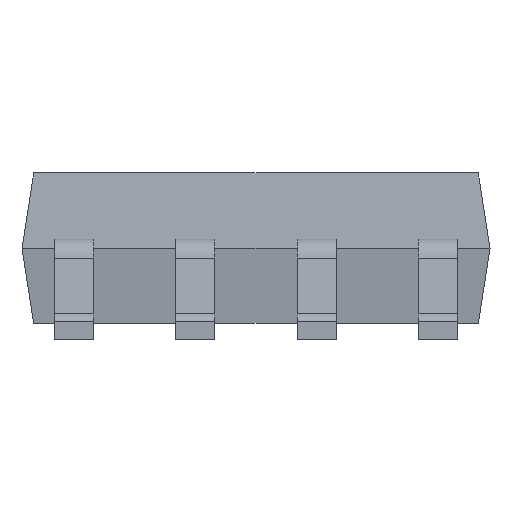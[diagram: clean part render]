
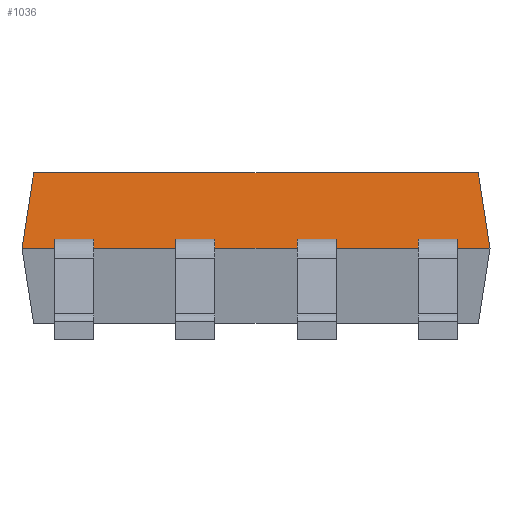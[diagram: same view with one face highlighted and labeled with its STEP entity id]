
A CAD part, left-side view. The second image highlights one B-rep face of the part: STEP entity #1036.
In plain terms, the highlighted free-form (B-spline) face has degree [1, 1] with [2, 2] control points.
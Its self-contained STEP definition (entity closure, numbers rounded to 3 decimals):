
#24 = VERTEX_POINT('',#25);
#25 = CARTESIAN_POINT('',(-1.85,-2.33,1.75));
#31 = EDGE_CURVE('',#24,#32,#34,.T.);
#32 = VERTEX_POINT('',#33);
#33 = CARTESIAN_POINT('',(-1.85,2.33,1.75));
#34 = LINE('',#35,#36);
#35 = CARTESIAN_POINT('',(-1.85,-2.33,1.75));
#36 = VECTOR('',#37,1.);
#37 = DIRECTION('',(0.,1.,0.));
#841 = EDGE_CURVE('',#24,#842,#844,.T.);
#842 = VERTEX_POINT('',#843);
#843 = CARTESIAN_POINT('',(-1.948,-2.453,0.963));
#844 = B_SPLINE_CURVE_WITH_KNOTS('',1,(#845,#846),.UNSPECIFIED.,.F.,.F.,
  (2,2),(0.,1.),.PIECEWISE_BEZIER_KNOTS.);
#845 = CARTESIAN_POINT('',(-1.85,-2.33,1.75));
#846 = CARTESIAN_POINT('',(-1.948,-2.453,0.963));
#1036 = ADVANCED_FACE('',(#1037),#1202,.T.);
#1037 = FACE_BOUND('',#1038,.T.);
#1038 = EDGE_LOOP('',(#1039,#1040,#1041,#1048,#1056,#1068,#1075,#1087,
    #1095,#1105,#1112,#1122,#1130,#1140,#1147,#1157,#1165,#1177,#1184,
    #1196));
#1039 = ORIENTED_EDGE('',*,*,#841,.F.);
#1040 = ORIENTED_EDGE('',*,*,#31,.T.);
#1041 = ORIENTED_EDGE('',*,*,#1042,.T.);
#1042 = EDGE_CURVE('',#32,#1043,#1045,.T.);
#1043 = VERTEX_POINT('',#1044);
#1044 = CARTESIAN_POINT('',(-1.948,2.453,0.963));
#1045 = B_SPLINE_CURVE_WITH_KNOTS('',1,(#1046,#1047),.UNSPECIFIED.,.F.,
  .F.,(2,2),(0.,1.),.PIECEWISE_BEZIER_KNOTS.);
#1046 = CARTESIAN_POINT('',(-1.85,2.33,1.75));
#1047 = CARTESIAN_POINT('',(-1.948,2.453,0.963));
#1048 = ORIENTED_EDGE('',*,*,#1049,.F.);
#1049 = EDGE_CURVE('',#1050,#1043,#1052,.T.);
#1050 = VERTEX_POINT('',#1051);
#1051 = CARTESIAN_POINT('',(-1.948,2.11,0.963));
#1052 = LINE('',#1053,#1054);
#1053 = CARTESIAN_POINT('',(-1.948,-2.453,0.963));
#1054 = VECTOR('',#1055,1.);
#1055 = DIRECTION('',(0.,1.,0.));
#1056 = ORIENTED_EDGE('',*,*,#1057,.F.);
#1057 = EDGE_CURVE('',#1058,#1050,#1060,.T.);
#1058 = VERTEX_POINT('',#1059);
#1059 = CARTESIAN_POINT('',(-1.936,2.11,1.058));
#1060 = B_SPLINE_CURVE_WITH_KNOTS('',6,(#1061,#1062,#1063,#1064,#1065,
    #1066,#1067),.UNSPECIFIED.,.F.,.F.,(7,7),(0.,1.),
  .PIECEWISE_BEZIER_KNOTS.);
#1061 = CARTESIAN_POINT('',(-1.936,2.11,1.058));
#1062 = CARTESIAN_POINT('',(-1.938,2.11,1.041));
#1063 = CARTESIAN_POINT('',(-1.939,2.11,1.028));
#1064 = CARTESIAN_POINT('',(-1.942,2.11,1.011));
#1065 = CARTESIAN_POINT('',(-1.944,2.11,0.989));
#1066 = CARTESIAN_POINT('',(-1.947,2.11,0.968));
#1067 = CARTESIAN_POINT('',(-1.948,2.11,0.963));
#1068 = ORIENTED_EDGE('',*,*,#1069,.T.);
#1069 = EDGE_CURVE('',#1058,#1070,#1072,.T.);
#1070 = VERTEX_POINT('',#1071);
#1071 = CARTESIAN_POINT('',(-1.936,1.7,1.058));
#1072 = B_SPLINE_CURVE_WITH_KNOTS('',1,(#1073,#1074),.UNSPECIFIED.,.F.,
  .F.,(2,2),(0.,1.),.PIECEWISE_BEZIER_KNOTS.);
#1073 = CARTESIAN_POINT('',(-1.936,2.11,1.058));
#1074 = CARTESIAN_POINT('',(-1.936,1.7,1.058));
#1075 = ORIENTED_EDGE('',*,*,#1076,.T.);
#1076 = EDGE_CURVE('',#1070,#1077,#1079,.T.);
#1077 = VERTEX_POINT('',#1078);
#1078 = CARTESIAN_POINT('',(-1.948,1.7,0.963));
#1079 = B_SPLINE_CURVE_WITH_KNOTS('',6,(#1080,#1081,#1082,#1083,#1084,
    #1085,#1086),.UNSPECIFIED.,.F.,.F.,(7,7),(0.,1.),
  .PIECEWISE_BEZIER_KNOTS.);
#1080 = CARTESIAN_POINT('',(-1.936,1.7,1.058));
#1081 = CARTESIAN_POINT('',(-1.938,1.7,1.039));
#1082 = CARTESIAN_POINT('',(-1.94,1.7,1.026));
#1083 = CARTESIAN_POINT('',(-1.942,1.7,1.009));
#1084 = CARTESIAN_POINT('',(-1.944,1.7,0.988));
#1085 = CARTESIAN_POINT('',(-1.947,1.7,0.967));
#1086 = CARTESIAN_POINT('',(-1.948,1.7,0.963));
#1087 = ORIENTED_EDGE('',*,*,#1088,.F.);
#1088 = EDGE_CURVE('',#1089,#1077,#1091,.T.);
#1089 = VERTEX_POINT('',#1090);
#1090 = CARTESIAN_POINT('',(-1.948,0.84,0.963));
#1091 = LINE('',#1092,#1093);
#1092 = CARTESIAN_POINT('',(-1.948,-2.453,0.963));
#1093 = VECTOR('',#1094,1.);
#1094 = DIRECTION('',(0.,1.,0.));
#1095 = ORIENTED_EDGE('',*,*,#1096,.F.);
#1096 = EDGE_CURVE('',#1097,#1089,#1099,.T.);
#1097 = VERTEX_POINT('',#1098);
#1098 = CARTESIAN_POINT('',(-1.936,0.84,1.058));
#1099 = B_SPLINE_CURVE_WITH_KNOTS('',4,(#1100,#1101,#1102,#1103,#1104),
  .UNSPECIFIED.,.F.,.F.,(5,5),(0.,1.),.PIECEWISE_BEZIER_KNOTS.);
#1100 = CARTESIAN_POINT('',(-1.936,0.84,1.058));
#1101 = CARTESIAN_POINT('',(-1.939,0.84,1.034));
#1102 = CARTESIAN_POINT('',(-1.942,0.84,1.01));
#1103 = CARTESIAN_POINT('',(-1.945,0.84,0.986));
#1104 = CARTESIAN_POINT('',(-1.948,0.84,0.963));
#1105 = ORIENTED_EDGE('',*,*,#1106,.T.);
#1106 = EDGE_CURVE('',#1097,#1107,#1109,.T.);
#1107 = VERTEX_POINT('',#1108);
#1108 = CARTESIAN_POINT('',(-1.936,0.43,1.058));
#1109 = B_SPLINE_CURVE_WITH_KNOTS('',1,(#1110,#1111),.UNSPECIFIED.,.F.,
  .F.,(2,2),(0.,1.),.PIECEWISE_BEZIER_KNOTS.);
#1110 = CARTESIAN_POINT('',(-1.936,0.84,1.058));
#1111 = CARTESIAN_POINT('',(-1.936,0.43,1.058));
#1112 = ORIENTED_EDGE('',*,*,#1113,.T.);
#1113 = EDGE_CURVE('',#1107,#1114,#1116,.T.);
#1114 = VERTEX_POINT('',#1115);
#1115 = CARTESIAN_POINT('',(-1.948,0.43,0.963));
#1116 = B_SPLINE_CURVE_WITH_KNOTS('',4,(#1117,#1118,#1119,#1120,#1121),
  .UNSPECIFIED.,.F.,.F.,(5,5),(0.,1.),.PIECEWISE_BEZIER_KNOTS.);
#1117 = CARTESIAN_POINT('',(-1.936,0.43,1.058));
#1118 = CARTESIAN_POINT('',(-1.939,0.43,1.034));
#1119 = CARTESIAN_POINT('',(-1.942,0.43,1.01));
#1120 = CARTESIAN_POINT('',(-1.945,0.43,0.986));
#1121 = CARTESIAN_POINT('',(-1.948,0.43,0.963));
#1122 = ORIENTED_EDGE('',*,*,#1123,.F.);
#1123 = EDGE_CURVE('',#1124,#1114,#1126,.T.);
#1124 = VERTEX_POINT('',#1125);
#1125 = CARTESIAN_POINT('',(-1.948,-0.43,0.963));
#1126 = LINE('',#1127,#1128);
#1127 = CARTESIAN_POINT('',(-1.948,-2.453,0.963));
#1128 = VECTOR('',#1129,1.);
#1129 = DIRECTION('',(0.,1.,0.));
#1130 = ORIENTED_EDGE('',*,*,#1131,.F.);
#1131 = EDGE_CURVE('',#1132,#1124,#1134,.T.);
#1132 = VERTEX_POINT('',#1133);
#1133 = CARTESIAN_POINT('',(-1.936,-0.43,1.058));
#1134 = B_SPLINE_CURVE_WITH_KNOTS('',4,(#1135,#1136,#1137,#1138,#1139),
  .UNSPECIFIED.,.F.,.F.,(5,5),(0.,1.),.PIECEWISE_BEZIER_KNOTS.);
#1135 = CARTESIAN_POINT('',(-1.936,-0.43,1.058));
#1136 = CARTESIAN_POINT('',(-1.939,-0.43,1.034));
#1137 = CARTESIAN_POINT('',(-1.942,-0.43,1.01));
#1138 = CARTESIAN_POINT('',(-1.945,-0.43,0.986));
#1139 = CARTESIAN_POINT('',(-1.948,-0.43,0.963));
#1140 = ORIENTED_EDGE('',*,*,#1141,.T.);
#1141 = EDGE_CURVE('',#1132,#1142,#1144,.T.);
#1142 = VERTEX_POINT('',#1143);
#1143 = CARTESIAN_POINT('',(-1.936,-0.84,1.058));
#1144 = B_SPLINE_CURVE_WITH_KNOTS('',1,(#1145,#1146),.UNSPECIFIED.,.F.,
  .F.,(2,2),(0.,1.),.PIECEWISE_BEZIER_KNOTS.);
#1145 = CARTESIAN_POINT('',(-1.936,-0.43,1.058));
#1146 = CARTESIAN_POINT('',(-1.936,-0.84,1.058));
#1147 = ORIENTED_EDGE('',*,*,#1148,.T.);
#1148 = EDGE_CURVE('',#1142,#1149,#1151,.T.);
#1149 = VERTEX_POINT('',#1150);
#1150 = CARTESIAN_POINT('',(-1.948,-0.84,0.963));
#1151 = B_SPLINE_CURVE_WITH_KNOTS('',4,(#1152,#1153,#1154,#1155,#1156),
  .UNSPECIFIED.,.F.,.F.,(5,5),(0.,1.),.PIECEWISE_BEZIER_KNOTS.);
#1152 = CARTESIAN_POINT('',(-1.936,-0.84,1.058));
#1153 = CARTESIAN_POINT('',(-1.939,-0.84,1.034));
#1154 = CARTESIAN_POINT('',(-1.942,-0.84,1.01));
#1155 = CARTESIAN_POINT('',(-1.945,-0.84,0.986));
#1156 = CARTESIAN_POINT('',(-1.948,-0.84,0.963));
#1157 = ORIENTED_EDGE('',*,*,#1158,.F.);
#1158 = EDGE_CURVE('',#1159,#1149,#1161,.T.);
#1159 = VERTEX_POINT('',#1160);
#1160 = CARTESIAN_POINT('',(-1.948,-1.7,0.963));
#1161 = LINE('',#1162,#1163);
#1162 = CARTESIAN_POINT('',(-1.948,-2.453,0.963));
#1163 = VECTOR('',#1164,1.);
#1164 = DIRECTION('',(0.,1.,0.));
#1165 = ORIENTED_EDGE('',*,*,#1166,.F.);
#1166 = EDGE_CURVE('',#1167,#1159,#1169,.T.);
#1167 = VERTEX_POINT('',#1168);
#1168 = CARTESIAN_POINT('',(-1.936,-1.7,1.058));
#1169 = B_SPLINE_CURVE_WITH_KNOTS('',6,(#1170,#1171,#1172,#1173,#1174,
    #1175,#1176),.UNSPECIFIED.,.F.,.F.,(7,7),(0.,1.),
  .PIECEWISE_BEZIER_KNOTS.);
#1170 = CARTESIAN_POINT('',(-1.936,-1.7,1.058));
#1171 = CARTESIAN_POINT('',(-1.938,-1.7,1.039));
#1172 = CARTESIAN_POINT('',(-1.94,-1.7,1.026));
#1173 = CARTESIAN_POINT('',(-1.942,-1.7,1.009));
#1174 = CARTESIAN_POINT('',(-1.944,-1.7,0.988));
#1175 = CARTESIAN_POINT('',(-1.947,-1.7,0.967));
#1176 = CARTESIAN_POINT('',(-1.948,-1.7,0.963));
#1177 = ORIENTED_EDGE('',*,*,#1178,.T.);
#1178 = EDGE_CURVE('',#1167,#1179,#1181,.T.);
#1179 = VERTEX_POINT('',#1180);
#1180 = CARTESIAN_POINT('',(-1.936,-2.11,1.058));
#1181 = B_SPLINE_CURVE_WITH_KNOTS('',1,(#1182,#1183),.UNSPECIFIED.,.F.,
  .F.,(2,2),(0.,1.),.PIECEWISE_BEZIER_KNOTS.);
#1182 = CARTESIAN_POINT('',(-1.936,-1.7,1.058));
#1183 = CARTESIAN_POINT('',(-1.936,-2.11,1.058));
#1184 = ORIENTED_EDGE('',*,*,#1185,.T.);
#1185 = EDGE_CURVE('',#1179,#1186,#1188,.T.);
#1186 = VERTEX_POINT('',#1187);
#1187 = CARTESIAN_POINT('',(-1.948,-2.11,0.963));
#1188 = B_SPLINE_CURVE_WITH_KNOTS('',6,(#1189,#1190,#1191,#1192,#1193,
    #1194,#1195),.UNSPECIFIED.,.F.,.F.,(7,7),(0.,1.),
  .PIECEWISE_BEZIER_KNOTS.);
#1189 = CARTESIAN_POINT('',(-1.936,-2.11,1.058));
#1190 = CARTESIAN_POINT('',(-1.938,-2.11,1.041));
#1191 = CARTESIAN_POINT('',(-1.939,-2.11,1.028));
#1192 = CARTESIAN_POINT('',(-1.942,-2.11,1.011));
#1193 = CARTESIAN_POINT('',(-1.944,-2.11,0.989));
#1194 = CARTESIAN_POINT('',(-1.947,-2.11,0.968));
#1195 = CARTESIAN_POINT('',(-1.948,-2.11,0.963));
#1196 = ORIENTED_EDGE('',*,*,#1197,.F.);
#1197 = EDGE_CURVE('',#842,#1186,#1198,.T.);
#1198 = LINE('',#1199,#1200);
#1199 = CARTESIAN_POINT('',(-1.948,-2.453,0.963));
#1200 = VECTOR('',#1201,1.);
#1201 = DIRECTION('',(0.,1.,0.));
#1202 = B_SPLINE_SURFACE_WITH_KNOTS('',1,1,(
    (#1203,#1204)
    ,(#1205,#1206
    )),.UNSPECIFIED.,.F.,.F.,.F.,(2,2),(2,2),(0.,4.905),(0.,1.),
  .PIECEWISE_BEZIER_KNOTS.);
#1203 = CARTESIAN_POINT('',(-1.85,-2.33,1.75));
#1204 = CARTESIAN_POINT('',(-1.948,-2.453,0.963));
#1205 = CARTESIAN_POINT('',(-1.85,2.33,1.75));
#1206 = CARTESIAN_POINT('',(-1.948,2.453,0.963));
